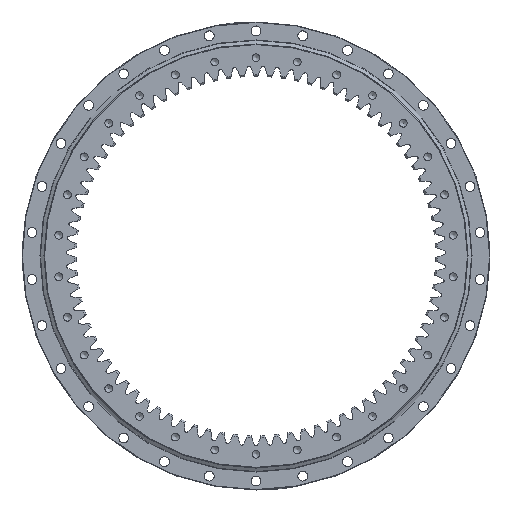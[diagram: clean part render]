
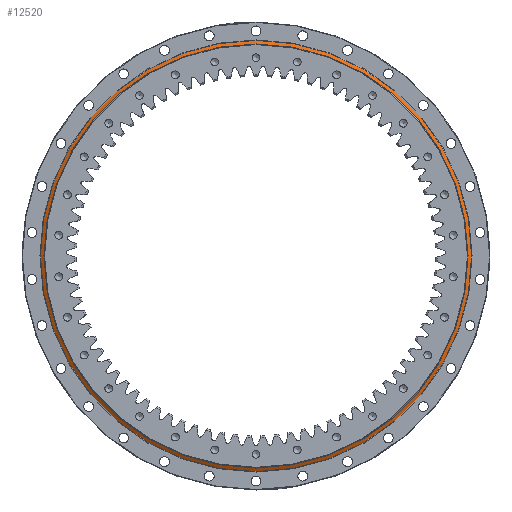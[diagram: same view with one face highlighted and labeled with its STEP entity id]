
A CAD part, top view. The second image highlights one B-rep face of the part: STEP entity #12520.
In plain terms, the highlighted conical face has half-angle 58.57 degrees and reference radius 478 mm.
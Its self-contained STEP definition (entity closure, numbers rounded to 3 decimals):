
#548 = AXIS2_PLACEMENT_3D ( 'NONE', #3642, #22989, #6441 ) ;
#1827 = CARTESIAN_POINT ( 'NONE',  ( 471., -2.61, -485.544 ) ) ;
#2899 = DIRECTION ( 'NONE',  ( 0., -1., 0. ) ) ;
#3642 = CARTESIAN_POINT ( 'NONE',  ( 471., 2., 0. ) ) ;
#6441 = DIRECTION ( 'NONE',  ( 0., 0., -1. ) ) ;
#11451 = EDGE_CURVE ( 'NONE', #34546, #34546, #24550, .T. ) ;
#12230 = CARTESIAN_POINT ( 'NONE',  ( 471., -2.61, 0. ) ) ;
#12520 = ADVANCED_FACE ( 'NONE', ( #18032, #25769 ), #26233, .T. ) ;
#14917 = DIRECTION ( 'NONE',  ( 0., 0., -1. ) ) ;
#15051 = VERTEX_POINT ( 'NONE', #28381 ) ;
#15310 = EDGE_LOOP ( 'NONE', ( #23517 ) ) ;
#17753 = AXIS2_PLACEMENT_3D ( 'NONE', #12230, #23383, #14917 ) ;
#18032 = FACE_OUTER_BOUND ( 'NONE', #29656, .T. ) ;
#18245 = AXIS2_PLACEMENT_3D ( 'NONE', #32470, #2899, #30475 ) ;
#22989 = DIRECTION ( 'NONE',  ( 0., -1., 0. ) ) ;
#23383 = DIRECTION ( 'NONE',  ( 0., -1., 0. ) ) ;
#23517 = ORIENTED_EDGE ( 'NONE', *, *, #30687, .T. ) ;
#24476 = CIRCLE ( 'NONE', #548, 478. ) ;
#24550 = CIRCLE ( 'NONE', #17753, 485.544 ) ;
#25769 = FACE_BOUND ( 'NONE', #15310, .T. ) ;
#26233 = CONICAL_SURFACE ( 'NONE', #18245, 478., 1.022 ) ;
#28381 = CARTESIAN_POINT ( 'NONE',  ( 471., 2., -478. ) ) ;
#29656 = EDGE_LOOP ( 'NONE', ( #32706 ) ) ;
#30475 = DIRECTION ( 'NONE',  ( 0., 0., -1. ) ) ;
#30687 = EDGE_CURVE ( 'NONE', #15051, #15051, #24476, .T. ) ;
#32470 = CARTESIAN_POINT ( 'NONE',  ( 471., 2., 0. ) ) ;
#32706 = ORIENTED_EDGE ( 'NONE', *, *, #11451, .F. ) ;
#34546 = VERTEX_POINT ( 'NONE', #1827 ) ;
